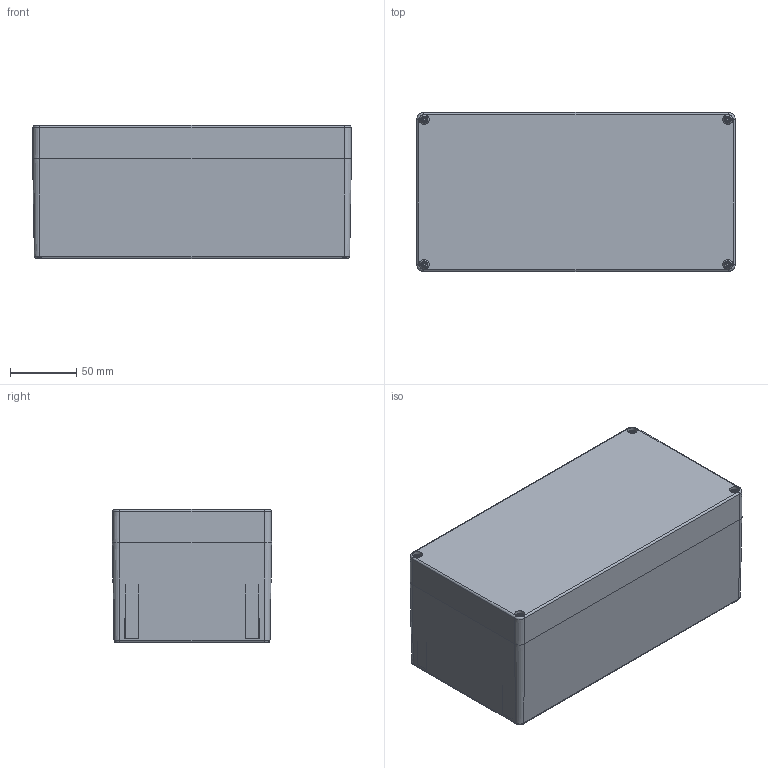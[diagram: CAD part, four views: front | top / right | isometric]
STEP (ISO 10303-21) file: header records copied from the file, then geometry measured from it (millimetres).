
FILE_DESCRIPTION((''),'2;1');
FILE_NAME('0402106800-MBT_241210-K_VE.stp','2015-12-22T14:48:31',('robin.rentz'),(''),'Autodesk Inventor 2012','Autodesk Inventor 2012','');
FILE_SCHEMA(('AUTOMOTIVE_DESIGN { 1 2 10303 214 0 1 1 1 }'));
Length unit declared in the file: millimetre
Products named in the file (6): 0402106800-MBT_241210-K_VE; 0401106802-UT_241275_VE; 0302106801-OT_241225-K_VE; xxx-O-Ring--OT--MBM-MBT_241225; 1990000013 Schrauben A2 BM4x38_15; 1990000007 M4 Buchsen
Assembly tree (11 placements, depth 2):
  0402106800-MBT_241210-K_VE
    0401106802-UT_241275_VE
    0302106801-OT_241225-K_VE
    xxx-O-Ring--OT--MBM-MBT_241225
    1990000013 Schrauben A2 BM4x38_15  x4
    1990000007 M4 Buchsen  x4
Bounding box: 240 x 120 x 100.2 mm (x, y, z)
Volume: 441336.1 mm3; surface area: 285717.8 mm2
Topology: 11 solids, 11 shells, 1639 faces, 4050 edges, 2492 vertices
Faces by surface type: plane 611, cylinder 430, cone 366, torus 176, bspline 52, sphere 4
Full cylindrical faces by diameter (mm): 3.242 x4, 3.3 x4, 4 x4, 4.4 x4, 4.5 x4, 4.8 x4, 5.1 x4, 5.2 x4, 6.8 x4, 7 x4, 7.4 x4, 7.8 x4
Entity records: 26309 total; most frequent: CARTESIAN_POINT 6487, DIRECTION 4325, ORIENTED_EDGE 3998, EDGE_CURVE 1999, AXIS2_PLACEMENT_3D 1768, VERTEX_POINT 1285, EDGE_LOOP 968, CIRCLE 939
